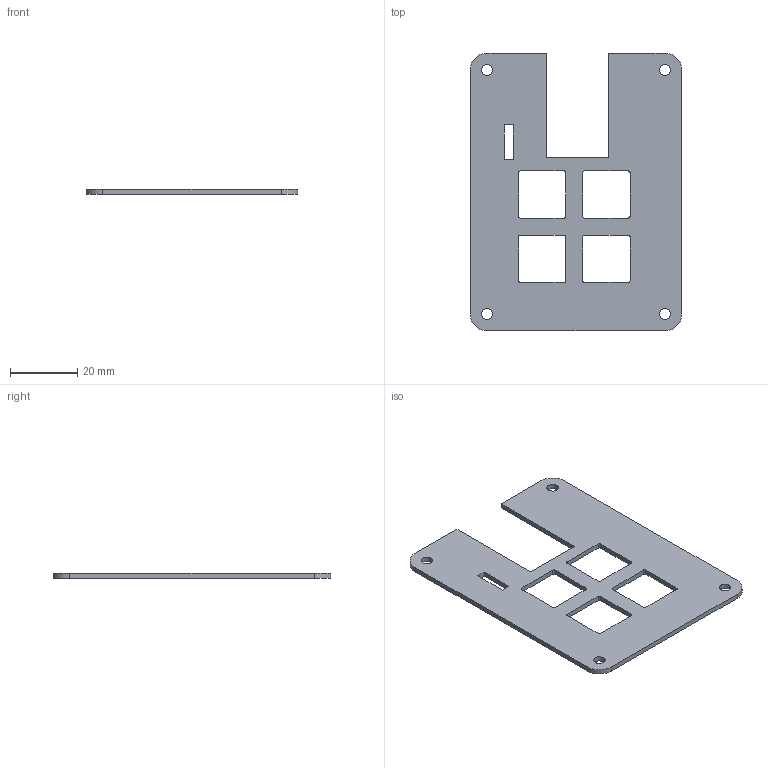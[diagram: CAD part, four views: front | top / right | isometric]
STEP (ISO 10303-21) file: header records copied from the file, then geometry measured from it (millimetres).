
FILE_DESCRIPTION(/* description */ (''),/* implementation_level */ '2;1');
FILE_NAME(/* name */ '30b862f2-0c42-4b73-b6ca-bd382e020073.stp',/* time_stamp */ '2026-02-03T17:33:12Z',/* author */ (''),/* organization */ (''),/* preprocessor_version */ 'ST-DEVELOPER v20.1',/* originating_system */ 'Autodesk Translation Framework v14.24.0.0',/* authorisation */ '');
FILE_SCHEMA (('AUTOMOTIVE_DESIGN { 1 0 10303 214 3 1 1 }'));
Length unit declared in the file: millimetre
Products named in the file (1): 2025-12-11-15-33-41-186
Bounding box: 62.86 x 82.44 x 1.7 mm (x, y, z)
Volume: 5610.5 mm3; surface area: 8447.2 mm2
Topology: 1 solids, 1 shells, 367 faces, 1029 edges, 686 vertices
Faces by surface type: bspline 203, plane 140, cylinder 24
Full cylindrical faces by diameter (mm): 3.4 x4
Entity records: 13710 total; most frequent: CARTESIAN_POINT 5534, ORIENTED_EDGE 2058, EDGE_CURVE 1029, DIRECTION 1001, VERTEX_POINT 686, LINE 575, VECTOR 575, EDGE_LOOP 407
